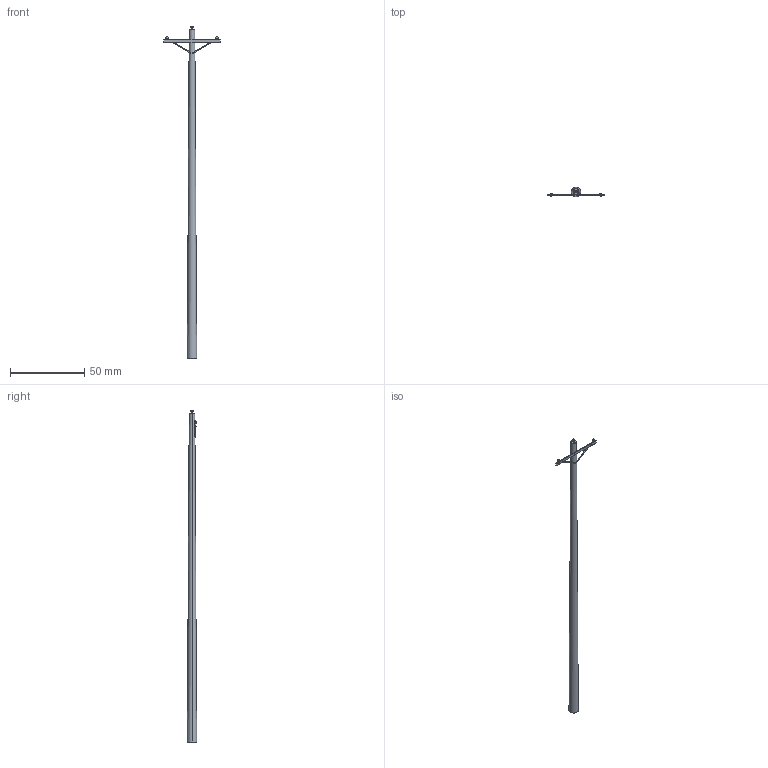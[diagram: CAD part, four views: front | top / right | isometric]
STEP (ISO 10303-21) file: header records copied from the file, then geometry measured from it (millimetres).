
FILE_DESCRIPTION(/* description */ (''),/* implementation_level */ '2;1');
FILE_NAME(/* name */ 'scale utility pole',/* time_stamp */ '2024-11-01T13:33:21-04:00',/* author */ (''),/* organization */ (''),/* preprocessor_version */ 'ST-DEVELOPER v19.2',/* originating_system */ 'Rhino 8.12',/* authorisation */ '');
FILE_SCHEMA (('CONFIG_CONTROL_DESIGN'));
Length unit declared in the file: inch
Products named in the file (1): Document
Bounding box: 38.1 x 6.35 x 224.3 mm (x, y, z)
Volume: 4668 mm3; surface area: 3885.2 mm2
Topology: 6 solids, 6 shells, 73 faces, 147 edges, 98 vertices
Faces by surface type: cylinder 34, plane 31, bspline 8
Entity records: 2440 total; most frequent: CARTESIAN_POINT 977, ORIENTED_EDGE 294, DIRECTION 201, EDGE_CURVE 147, AXIS2_PLACEMENT_3D 133, VERTEX_POINT 98, EDGE_LOOP 85, ADVANCED_FACE 73
